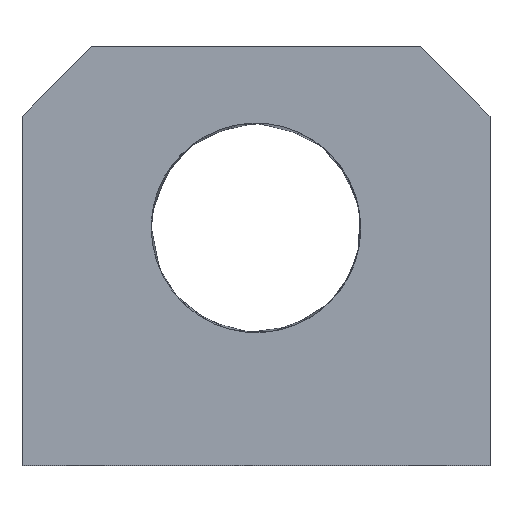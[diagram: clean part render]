
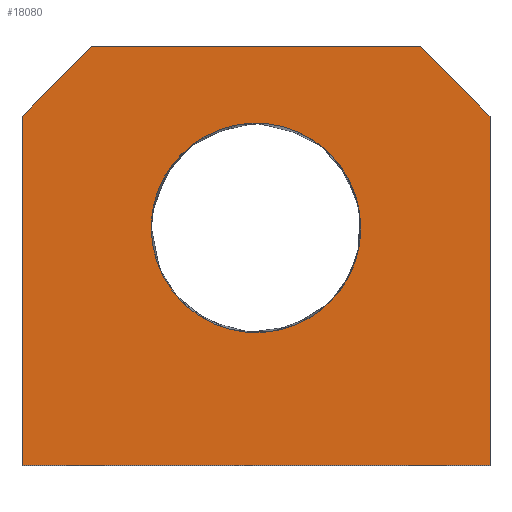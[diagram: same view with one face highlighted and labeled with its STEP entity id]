
A CAD part, top view. The second image highlights one B-rep face of the part: STEP entity #18080.
In plain terms, the highlighted free-form (B-spline) face has degree [1, 1] with [2, 2] control points.
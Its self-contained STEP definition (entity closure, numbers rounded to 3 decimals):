
#1580 = CARTESIAN_POINT ('', (23.5, 60., 30.));
#1590 = VERTEX_POINT ('', #1580);
#1650 = CARTESIAN_POINT ('', (33.5, 50., 30.));
#1660 = VERTEX_POINT ('', #1650);
#1670 = CARTESIAN_POINT ('', (33.5, 50., 30.));
#1680 = CARTESIAN_POINT ('', (30.167, 53.333, 30.));
#1690 = CARTESIAN_POINT ('', (26.833, 56.667, 30.));
#1700 = CARTESIAN_POINT ('', (23.5, 60., 30.));
#1710 = B_SPLINE_CURVE_WITH_KNOTS ('', 3, (#1670, #1680, #1690, #1700), .UNSPECIFIED., .F., .U., (4, 4), (0., 1.), .UNSPECIFIED.);
#1720 = EDGE_CURVE ('', #1660, #1590, #1710, .T.);
#1870 = CARTESIAN_POINT ('', (-23.5, 60., 30.));
#1880 = VERTEX_POINT ('', #1870);
#1890 = CARTESIAN_POINT ('', (23.5, 60., 30.));
#1900 = CARTESIAN_POINT ('', (-23.5, 60., 30.));
#1910 = B_SPLINE_CURVE_WITH_KNOTS ('', 1, (#1890, #1900), .UNSPECIFIED., .F., .U., (2, 2), (0., 1.), .UNSPECIFIED.);
#1920 = EDGE_CURVE ('', #1590, #1880, #1910, .T.);
#8400 = CARTESIAN_POINT ('', (33.5, 0., 30.));
#8410 = VERTEX_POINT ('', #8400);
#8470 = CARTESIAN_POINT ('', (-33.5, 0., 30.));
#8480 = VERTEX_POINT ('', #8470);
#8490 = CARTESIAN_POINT ('', (33.5, 0., 30.));
#8500 = CARTESIAN_POINT ('', (-33.5, 0., 30.));
#8510 = B_SPLINE_CURVE_WITH_KNOTS ('', 1, (#8490, #8500), .UNSPECIFIED., .F., .U., (2, 2), (0., 1.), .UNSPECIFIED.);
#8520 = EDGE_CURVE ('', #8410, #8480, #8510, .T.);
#12720 = CARTESIAN_POINT ('', (-33.5, 50., 30.));
#12730 = VERTEX_POINT ('', #12720);
#12740 = CARTESIAN_POINT ('', (-23.5, 60., 30.));
#12750 = CARTESIAN_POINT ('', (-26.833, 56.667, 30.));
#12760 = CARTESIAN_POINT ('', (-30.167, 53.333, 30.));
#12770 = CARTESIAN_POINT ('', (-33.5, 50., 30.));
#12780 = B_SPLINE_CURVE_WITH_KNOTS ('', 3, (#12740, #12750, #12760, #12770), .UNSPECIFIED., .F., .U., (4, 4), (0., 1.), .UNSPECIFIED.);
#12790 = EDGE_CURVE ('', #1880, #12730, #12780, .T.);
#13500 = CARTESIAN_POINT ('', (15., 34., 30.));
#13510 = VERTEX_POINT ('', #13500);
#13520 = CARTESIAN_POINT ('', (-15., 34., 30.));
#13530 = VERTEX_POINT ('', #13520);
#13540 = CARTESIAN_POINT ('', (15., 34., 30.));
#13550 = CARTESIAN_POINT ('', (15., 64., 30.));
#13560 = CARTESIAN_POINT ('', (-15., 64., 30.));
#13570 = CARTESIAN_POINT ('', (-15., 34., 30.));
#13580 = (
   BOUNDED_CURVE ()
   B_SPLINE_CURVE (3, (#13540, #13550, #13560, #13570), .UNSPECIFIED., .F., .U.)
   B_SPLINE_CURVE_WITH_KNOTS ((4, 4), (0., 1.), .UNSPECIFIED.)
   CURVE ()
   GEOMETRIC_REPRESENTATION_ITEM ()
   RATIONAL_B_SPLINE_CURVE ((1., 0.333, 0.333, 1.))
   REPRESENTATION_ITEM ('')
);
#13590 = EDGE_CURVE ('', #13510, #13530, #13580, .T.);
#13690 = CARTESIAN_POINT ('', (-15., 34., 30.));
#13700 = CARTESIAN_POINT ('', (-15., 4., 30.));
#13710 = CARTESIAN_POINT ('', (15., 4., 30.));
#13720 = CARTESIAN_POINT ('', (15., 34., 30.));
#13730 = (
   BOUNDED_CURVE ()
   B_SPLINE_CURVE (3, (#13690, #13700, #13710, #13720), .UNSPECIFIED., .F., .U.)
   B_SPLINE_CURVE_WITH_KNOTS ((4, 4), (0., 1.), .UNSPECIFIED.)
   CURVE ()
   GEOMETRIC_REPRESENTATION_ITEM ()
   RATIONAL_B_SPLINE_CURVE ((1., 0.333, 0.333, 1.))
   REPRESENTATION_ITEM ('')
);
#13740 = EDGE_CURVE ('', #13530, #13510, #13730, .T.);
#17830 = ORIENTED_EDGE ('', *, *, #1920, .T.);
#17840 = ORIENTED_EDGE ('', *, *, #12790, .T.);
#17850 = CARTESIAN_POINT ('', (-33.5, 50., 30.));
#17860 = CARTESIAN_POINT ('', (-33.5, 0., 30.));
#17870 = B_SPLINE_CURVE_WITH_KNOTS ('', 1, (#17850, #17860), .UNSPECIFIED., .F., .U., (2, 2), (0., 1.), .UNSPECIFIED.);
#17880 = EDGE_CURVE ('', #12730, #8480, #17870, .T.);
#17890 = ORIENTED_EDGE ('', *, *, #17880, .T.);
#17900 = ORIENTED_EDGE ('', *, *, #8520, .F.);
#17910 = CARTESIAN_POINT ('', (33.5, 50., 30.));
#17920 = CARTESIAN_POINT ('', (33.5, 0., 30.));
#17930 = B_SPLINE_CURVE_WITH_KNOTS ('', 1, (#17910, #17920), .UNSPECIFIED., .F., .U., (2, 2), (0., 1.), .UNSPECIFIED.);
#17940 = EDGE_CURVE ('', #1660, #8410, #17930, .T.);
#17950 = ORIENTED_EDGE ('', *, *, #17940, .F.);
#17960 = ORIENTED_EDGE ('', *, *, #1720, .T.);
#17970 = EDGE_LOOP ('', (#17830, #17840, #17890, #17900, #17950, #17960));
#17980 = FACE_OUTER_BOUND ('', #17970, .T.);
#17990 = ORIENTED_EDGE ('', *, *, #13590, .F.);
#18000 = ORIENTED_EDGE ('', *, *, #13740, .F.);
#18010 = EDGE_LOOP ('', (#17990, #18000));
#18020 = FACE_BOUND ('', #18010, .T.);
#18030 = CARTESIAN_POINT ('', (-33.5, 0., 30.));
#18040 = CARTESIAN_POINT ('', (-33.5, 60., 30.));
#18050 = CARTESIAN_POINT ('', (33.5, 0., 30.));
#18060 = CARTESIAN_POINT ('', (33.5, 60., 30.));
#18070 = B_SPLINE_SURFACE_WITH_KNOTS ('', 1, 1, ((#18030, #18040), (#18050, #18060)), .UNSPECIFIED., .F., .F., .U., (2, 2), (2, 2), (0., 1.), (0., 1.), .UNSPECIFIED.);
#18080 = ADVANCED_FACE ('', (#17980, #18020), #18070, .T.);
